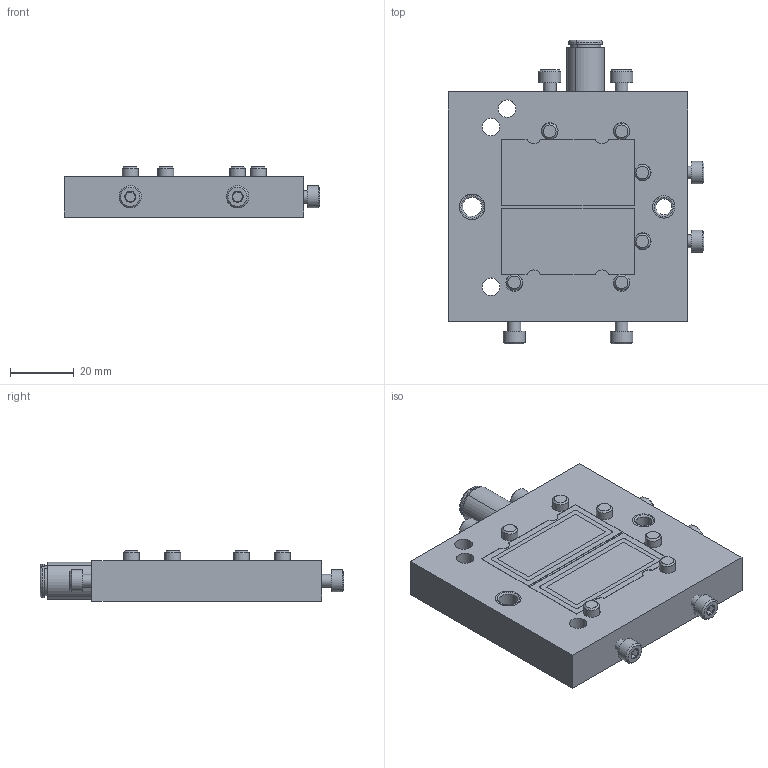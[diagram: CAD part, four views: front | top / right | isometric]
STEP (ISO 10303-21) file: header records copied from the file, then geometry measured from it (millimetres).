
FILE_DESCRIPTION(/* description */ (''),/* implementation_level */ '2;1');
FILE_NAME(/* name */ 'F10161949--_1-ASSY_ CMS2 ETL_ 16X16 COVERPLATE FILM HOLDING FIXTURE ASSY.stp',/* time_stamp */ '2021-09-03T12:56:26-05:00',/* author */ (''),/* organization */ (''),/* preprocessor_version */ 'ST-DEVELOPER v16',/* originating_system */ 'SIEMENS PLM Software NX 11.0',/* authorisation */ '');
FILE_SCHEMA (('AUTOMOTIVE_DESIGN { 1 0 10303 214 3 1 1 1 }'));
Products named in the file (9): FC0005874--_1-SHCS_M4x.7x14LGxFT_SS18-8; FC0067035--_1-STRAIGHT DRILL BUSHING_ ID 5MM_ HT 5MM_ MISUMI JBAUC 5-
5; FC0067034--_1-STRAIGHT DRILL BUSHING_ ID 6MM_ HT 5MM_ MISUMI JBAUC 6-
5; FC0073750--_1-FITTING_ 1_4IN TUBE PUSH CONNECT TO 10-32 THD_ MCMASTER
-5779K246; F10161930--_1-FIXTURE_ CMS2 ETL_ 16X16 FIXTURE VACUUM BACKPLATE; F10161929--_1-PIN_ CMS2 ETL_ 16X16 FIXTURE ALIGNMENT PIN; F10161807--_1-MODULE_ CMS2 ETL_ SENSOR COVER PLT ADHESIVE 16X16; F10161945--_1-FIXTURE_ CMS2 ETL_ 16X16 COVERPLATE FILM HOLDING FIXTUR
E; F10161949--_1-ASSY_ CMS2 ETL_ 16X16 COVERPLATE FILM HOLDING FIXTURE A
SSY
Assembly tree (19 placements, depth 2):
  F10161949--_1-ASSY_ CMS2 ETL_ 16X16 COVERPLATE FILM HOLDING FIXTURE A
SSY
    F10161945--_1-FIXTURE_ CMS2 ETL_ 16X16 COVERPLATE FILM HOLDING FIXTUR
E
    F10161807--_1-MODULE_ CMS2 ETL_ SENSOR COVER PLT ADHESIVE 16X16  x2
    F10161929--_1-PIN_ CMS2 ETL_ 16X16 FIXTURE ALIGNMENT PIN  x6
    F10161930--_1-FIXTURE_ CMS2 ETL_ 16X16 FIXTURE VACUUM BACKPLATE
    FC0073750--_1-FITTING_ 1_4IN TUBE PUSH CONNECT TO 10-32 THD_ MCMASTER
-5779K246
    FC0067034--_1-STRAIGHT DRILL BUSHING_ ID 6MM_ HT 5MM_ MISUMI JBAUC 6-
5
    FC0067035--_1-STRAIGHT DRILL BUSHING_ ID 5MM_ HT 5MM_ MISUMI JBAUC 5-
5
    FC0005874--_1-SHCS_M4x.7x14LGxFT_SS18-8  x6
Bounding box: 80.07 x 95.16 x 15.7 mm (x, y, z)
Volume: 67172.3 mm3; surface area: 28297.3 mm2
Topology: 19 solids, 19 shells, 344 faces, 751 edges, 473 vertices
Faces by surface type: plane 170, cylinder 103, cone 65, torus 4, bspline 2
Full cylindrical faces by diameter (mm): 1.587 x2, 3.3 x6, 4 x12, 4.039 x1, 4.25 x6, 5 x7, 5.25 x6, 5.5 x3, 6 x1, 6.975 x1, 7 x7, 7.975 x1, 8 x1
Entity records: 7836 total; most frequent: CARTESIAN_POINT 2146, DIRECTION 948, ORIENTED_EDGE 836, EDGE_CURVE 418, AXIS2_PLACEMENT_3D 370, VERTEX_POINT 296, EDGE_LOOP 294, LINE 208
